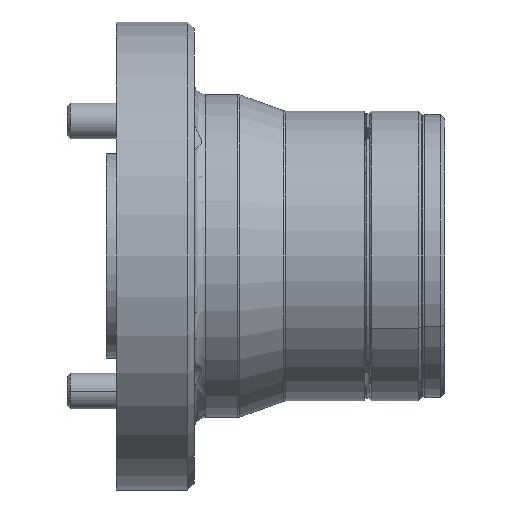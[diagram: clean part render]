
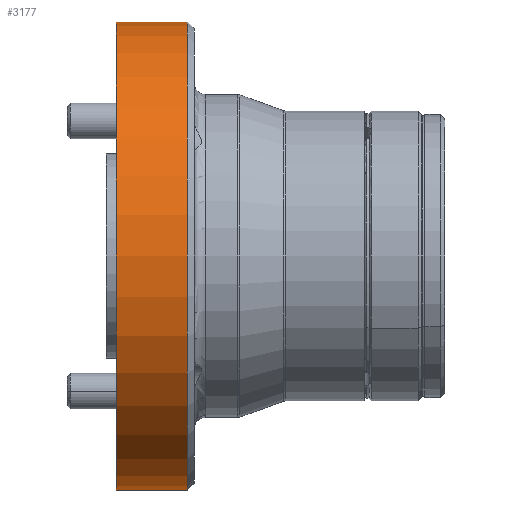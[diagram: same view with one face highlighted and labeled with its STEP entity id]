
A CAD part, front view. The second image highlights one B-rep face of the part: STEP entity #3177.
In plain terms, the highlighted cylindrical face has radius 105 mm (diameter 210 mm), a partial arc.
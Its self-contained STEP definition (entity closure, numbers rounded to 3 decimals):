
#310 = CARTESIAN_POINT ( 'NONE',  ( 32., 0., 105. ) ) ;
#339 = CARTESIAN_POINT ( 'NONE',  ( 32., 0., 0. ) ) ;
#523 = EDGE_CURVE ( 'NONE', #4718, #7212, #8176, .T. ) ;
#751 = DIRECTION ( 'NONE',  ( 0., 0., 1. ) ) ;
#840 = DIRECTION ( 'NONE',  ( -1., 0., 0. ) ) ;
#981 = ORIENTED_EDGE ( 'NONE', *, *, #523, .T. ) ;
#1032 = ORIENTED_EDGE ( 'NONE', *, *, #3216, .F. ) ;
#1180 = CARTESIAN_POINT ( 'NONE',  ( 0., 0., 105. ) ) ;
#1259 = CARTESIAN_POINT ( 'NONE',  ( 0., 0., 0. ) ) ;
#1301 = ORIENTED_EDGE ( 'NONE', *, *, #6335, .T. ) ;
#1311 = VECTOR ( 'NONE', #840, 1000. ) ;
#1410 = DIRECTION ( 'NONE',  ( -1., 0., 0. ) ) ;
#1968 = AXIS2_PLACEMENT_3D ( 'NONE', #1259, #8147, #6198 ) ;
#2030 = EDGE_CURVE ( 'NONE', #6073, #6851, #4033, .T. ) ;
#2124 = EDGE_LOOP ( 'NONE', ( #1032, #981, #1301, #3142 ) ) ;
#2168 = AXIS2_PLACEMENT_3D ( 'NONE', #3473, #1410, #751 ) ;
#2220 = CYLINDRICAL_SURFACE ( 'NONE', #1968, 105. ) ;
#3061 = CARTESIAN_POINT ( 'NONE',  ( 0., 0., -105. ) ) ;
#3142 = ORIENTED_EDGE ( 'NONE', *, *, #2030, .F. ) ;
#3177 = ADVANCED_FACE ( 'NONE', ( #7703 ), #2220, .T. ) ;
#3201 = LINE ( 'NONE', #1180, #4742 ) ;
#3216 = EDGE_CURVE ( 'NONE', #4718, #6073, #5530, .T. ) ;
#3473 = CARTESIAN_POINT ( 'NONE',  ( 0., 0., 0. ) ) ;
#4033 = CIRCLE ( 'NONE', #2168, 105. ) ;
#4265 = DIRECTION ( 'NONE',  ( -1., 0., 0. ) ) ;
#4440 = DIRECTION ( 'NONE',  ( -1., 0., 0. ) ) ;
#4644 = CARTESIAN_POINT ( 'NONE',  ( 0., 0., -105. ) ) ;
#4718 = VERTEX_POINT ( 'NONE', #4755 ) ;
#4742 = VECTOR ( 'NONE', #4440, 1000. ) ;
#4755 = CARTESIAN_POINT ( 'NONE',  ( 32., 0., -105. ) ) ;
#5530 = LINE ( 'NONE', #3061, #1311 ) ;
#6073 = VERTEX_POINT ( 'NONE', #4644 ) ;
#6198 = DIRECTION ( 'NONE',  ( 0., 0., 1. ) ) ;
#6335 = EDGE_CURVE ( 'NONE', #7212, #6851, #3201, .T. ) ;
#6851 = VERTEX_POINT ( 'NONE', #8286 ) ;
#7212 = VERTEX_POINT ( 'NONE', #310 ) ;
#7703 = FACE_OUTER_BOUND ( 'NONE', #2124, .T. ) ;
#8147 = DIRECTION ( 'NONE',  ( -1., 0., 0. ) ) ;
#8176 = CIRCLE ( 'NONE', #8268, 105. ) ;
#8227 = DIRECTION ( 'NONE',  ( 0., 0., 1. ) ) ;
#8268 = AXIS2_PLACEMENT_3D ( 'NONE', #339, #4265, #8227 ) ;
#8286 = CARTESIAN_POINT ( 'NONE',  ( 0., 0., 105. ) ) ;
